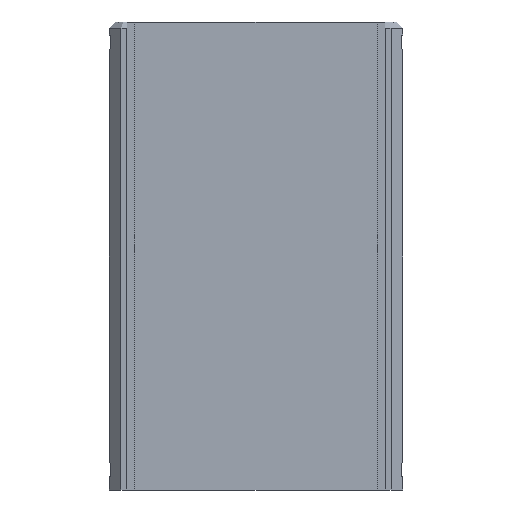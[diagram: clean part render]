
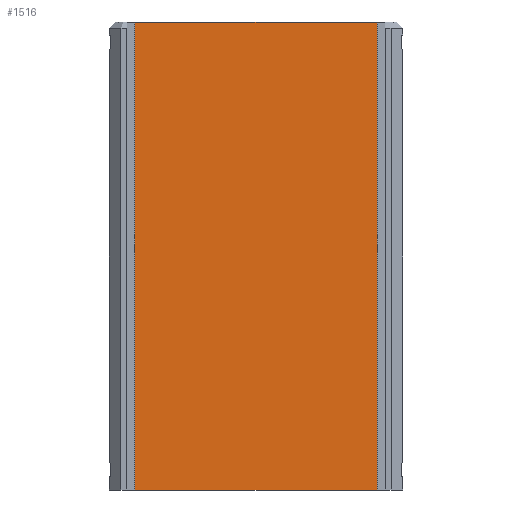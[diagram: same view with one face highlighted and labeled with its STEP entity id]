
A CAD part, front view. The second image highlights one B-rep face of the part: STEP entity #1516.
In plain terms, the highlighted planar face has unit normal (0, -1, 0).
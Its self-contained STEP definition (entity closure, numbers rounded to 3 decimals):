
#32 = PLANE('',#33);
#33 = AXIS2_PLACEMENT_3D('',#34,#35,#36);
#34 = CARTESIAN_POINT('',(0.,0.,57.5));
#35 = DIRECTION('',(0.,0.,1.));
#36 = DIRECTION('',(0.,1.,0.));
#589 = VERTEX_POINT('',#590);
#590 = CARTESIAN_POINT('',(-29.8,-8.,57.5));
#604 = PLANE('',#605);
#605 = AXIS2_PLACEMENT_3D('',#606,#607,#608);
#606 = CARTESIAN_POINT('',(-29.8,-3.,-57.5));
#607 = DIRECTION('',(1.,0.,0.));
#608 = DIRECTION('',(0.,-1.,0.));
#616 = EDGE_CURVE('',#589,#617,#619,.T.);
#617 = VERTEX_POINT('',#618);
#618 = CARTESIAN_POINT('',(29.8,-8.,57.5));
#619 = SURFACE_CURVE('',#620,(#624,#631),.PCURVE_S1.);
#620 = LINE('',#621,#622);
#621 = CARTESIAN_POINT('',(-29.8,-8.,57.5));
#622 = VECTOR('',#623,1.);
#623 = DIRECTION('',(1.,0.,0.));
#624 = PCURVE('',#32,#625);
#625 = DEFINITIONAL_REPRESENTATION('',(#626),#630);
#626 = LINE('',#627,#628);
#627 = CARTESIAN_POINT('',(-8.,29.8));
#628 = VECTOR('',#629,1.);
#629 = DIRECTION('',(0.,-1.));
#630 = ( GEOMETRIC_REPRESENTATION_CONTEXT(2) 
PARAMETRIC_REPRESENTATION_CONTEXT() REPRESENTATION_CONTEXT('2D SPACE',''
  ) );
#631 = PCURVE('',#632,#637);
#632 = PLANE('',#633);
#633 = AXIS2_PLACEMENT_3D('',#634,#635,#636);
#634 = CARTESIAN_POINT('',(-29.8,-8.,-57.5));
#635 = DIRECTION('',(0.,1.,0.));
#636 = DIRECTION('',(1.,0.,0.));
#637 = DEFINITIONAL_REPRESENTATION('',(#638),#642);
#638 = LINE('',#639,#640);
#639 = CARTESIAN_POINT('',(0.,-115.));
#640 = VECTOR('',#641,1.);
#641 = DIRECTION('',(1.,0.));
#642 = ( GEOMETRIC_REPRESENTATION_CONTEXT(2) 
PARAMETRIC_REPRESENTATION_CONTEXT() REPRESENTATION_CONTEXT('2D SPACE',''
  ) );
#660 = PLANE('',#661);
#661 = AXIS2_PLACEMENT_3D('',#662,#663,#664);
#662 = CARTESIAN_POINT('',(29.8,-8.,-57.5));
#663 = DIRECTION('',(-1.,0.,0.));
#664 = DIRECTION('',(0.,1.,0.));
#1207 = PLANE('',#1208);
#1208 = AXIS2_PLACEMENT_3D('',#1209,#1210,#1211);
#1209 = CARTESIAN_POINT('',(0.,0.,-57.5));
#1210 = DIRECTION('',(0.,0.,1.));
#1211 = DIRECTION('',(0.,1.,0.));
#1417 = EDGE_CURVE('',#1418,#617,#1420,.T.);
#1418 = VERTEX_POINT('',#1419);
#1419 = CARTESIAN_POINT('',(29.8,-8.,-57.5));
#1420 = SURFACE_CURVE('',#1421,(#1425,#1432),.PCURVE_S1.);
#1421 = LINE('',#1422,#1423);
#1422 = CARTESIAN_POINT('',(29.8,-8.,-57.5));
#1423 = VECTOR('',#1424,1.);
#1424 = DIRECTION('',(0.,0.,1.));
#1425 = PCURVE('',#660,#1426);
#1426 = DEFINITIONAL_REPRESENTATION('',(#1427),#1431);
#1427 = LINE('',#1428,#1429);
#1428 = CARTESIAN_POINT('',(0.,0.));
#1429 = VECTOR('',#1430,1.);
#1430 = DIRECTION('',(0.,-1.));
#1431 = ( GEOMETRIC_REPRESENTATION_CONTEXT(2) 
PARAMETRIC_REPRESENTATION_CONTEXT() REPRESENTATION_CONTEXT('2D SPACE',''
  ) );
#1432 = PCURVE('',#632,#1433);
#1433 = DEFINITIONAL_REPRESENTATION('',(#1434),#1438);
#1434 = LINE('',#1435,#1436);
#1435 = CARTESIAN_POINT('',(59.6,0.));
#1436 = VECTOR('',#1437,1.);
#1437 = DIRECTION('',(0.,-1.));
#1438 = ( GEOMETRIC_REPRESENTATION_CONTEXT(2) 
PARAMETRIC_REPRESENTATION_CONTEXT() REPRESENTATION_CONTEXT('2D SPACE',''
  ) );
#1516 = ADVANCED_FACE('',(#1517),#632,.F.);
#1517 = FACE_BOUND('',#1518,.F.);
#1518 = EDGE_LOOP('',(#1519,#1542,#1543,#1544));
#1519 = ORIENTED_EDGE('',*,*,#1520,.T.);
#1520 = EDGE_CURVE('',#1521,#589,#1523,.T.);
#1521 = VERTEX_POINT('',#1522);
#1522 = CARTESIAN_POINT('',(-29.8,-8.,-57.5));
#1523 = SURFACE_CURVE('',#1524,(#1528,#1535),.PCURVE_S1.);
#1524 = LINE('',#1525,#1526);
#1525 = CARTESIAN_POINT('',(-29.8,-8.,-57.5));
#1526 = VECTOR('',#1527,1.);
#1527 = DIRECTION('',(0.,0.,1.));
#1528 = PCURVE('',#632,#1529);
#1529 = DEFINITIONAL_REPRESENTATION('',(#1530),#1534);
#1530 = LINE('',#1531,#1532);
#1531 = CARTESIAN_POINT('',(0.,0.));
#1532 = VECTOR('',#1533,1.);
#1533 = DIRECTION('',(0.,-1.));
#1534 = ( GEOMETRIC_REPRESENTATION_CONTEXT(2) 
PARAMETRIC_REPRESENTATION_CONTEXT() REPRESENTATION_CONTEXT('2D SPACE',''
  ) );
#1535 = PCURVE('',#604,#1536);
#1536 = DEFINITIONAL_REPRESENTATION('',(#1537),#1541);
#1537 = LINE('',#1538,#1539);
#1538 = CARTESIAN_POINT('',(5.,0.));
#1539 = VECTOR('',#1540,1.);
#1540 = DIRECTION('',(0.,-1.));
#1541 = ( GEOMETRIC_REPRESENTATION_CONTEXT(2) 
PARAMETRIC_REPRESENTATION_CONTEXT() REPRESENTATION_CONTEXT('2D SPACE',''
  ) );
#1542 = ORIENTED_EDGE('',*,*,#616,.T.);
#1543 = ORIENTED_EDGE('',*,*,#1417,.F.);
#1544 = ORIENTED_EDGE('',*,*,#1545,.F.);
#1545 = EDGE_CURVE('',#1521,#1418,#1546,.T.);
#1546 = SURFACE_CURVE('',#1547,(#1551,#1558),.PCURVE_S1.);
#1547 = LINE('',#1548,#1549);
#1548 = CARTESIAN_POINT('',(-29.8,-8.,-57.5));
#1549 = VECTOR('',#1550,1.);
#1550 = DIRECTION('',(1.,0.,0.));
#1551 = PCURVE('',#632,#1552);
#1552 = DEFINITIONAL_REPRESENTATION('',(#1553),#1557);
#1553 = LINE('',#1554,#1555);
#1554 = CARTESIAN_POINT('',(0.,0.));
#1555 = VECTOR('',#1556,1.);
#1556 = DIRECTION('',(1.,0.));
#1557 = ( GEOMETRIC_REPRESENTATION_CONTEXT(2) 
PARAMETRIC_REPRESENTATION_CONTEXT() REPRESENTATION_CONTEXT('2D SPACE',''
  ) );
#1558 = PCURVE('',#1207,#1559);
#1559 = DEFINITIONAL_REPRESENTATION('',(#1560),#1564);
#1560 = LINE('',#1561,#1562);
#1561 = CARTESIAN_POINT('',(-8.,29.8));
#1562 = VECTOR('',#1563,1.);
#1563 = DIRECTION('',(0.,-1.));
#1564 = ( GEOMETRIC_REPRESENTATION_CONTEXT(2) 
PARAMETRIC_REPRESENTATION_CONTEXT() REPRESENTATION_CONTEXT('2D SPACE',''
  ) );
